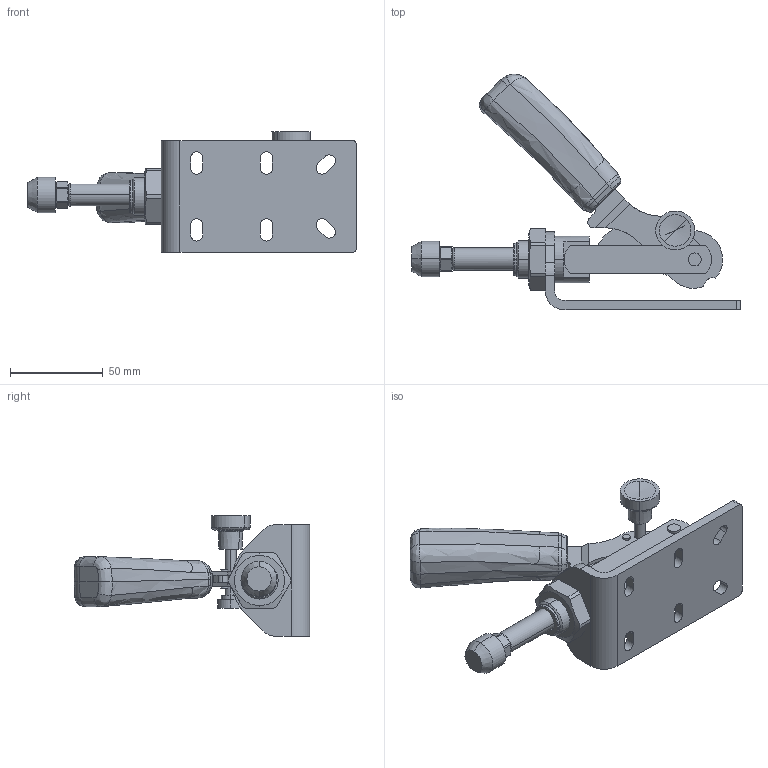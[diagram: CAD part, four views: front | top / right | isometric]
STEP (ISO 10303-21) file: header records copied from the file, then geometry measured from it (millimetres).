
FILE_DESCRIPTION (( 'STEP AP214' ), '1' );
FILE_NAME ('M60S-3.STEP', '2021-10-19T13:32:59', ( '' ), ( '' ), 'SwSTEP 2.0', 'SolidWorks 2015', '' );
FILE_SCHEMA (( 'AUTOMOTIVE_DESIGN' ));
Length unit declared in the file: millimetre
Products named in the file (10): M60S-3-6; M60S-3-7; M60S-3-9; M60S-3; M60S-3-1; M60S-3-5; M60S-3-10; M60S-3-4-12; M60S-3-8; M60S-3-2 ayak
Assembly tree (9 placements, depth 2):
  M60S-3
    M60S-3-6
    M60S-3-5
    M60S-3-7
    M60S-3-8
    M60S-3-9
    M60S-3-10
    M60S-3-4-12
    M60S-3-1
    M60S-3-2 ayak
Bounding box: 177.07 x 126.71 x 64.8 mm (x, y, z)
Volume: 135646.6 mm3; surface area: 56744.5 mm2
Topology: 9 solids, 11 shells, 407 faces, 992 edges, 631 vertices
Faces by surface type: cylinder 157, plane 141, bspline 59, cone 34, torus 16
Entity records: 16189 total; most frequent: CARTESIAN_POINT 5516, ORIENTED_EDGE 1972, DIRECTION 1946, EDGE_CURVE 986, AXIS2_PLACEMENT_3D 759, VERTEX_POINT 631, EDGE_LOOP 475, LINE 428
